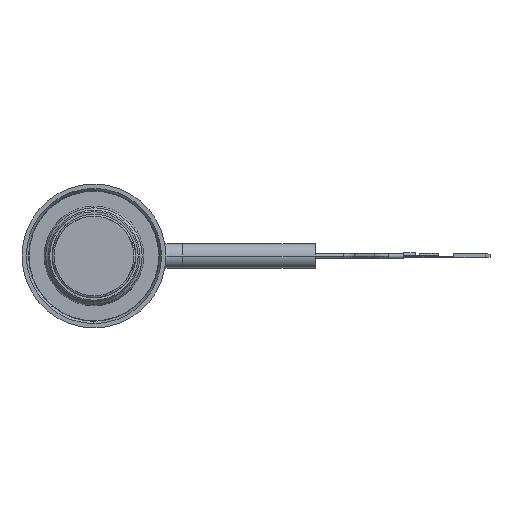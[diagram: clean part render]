
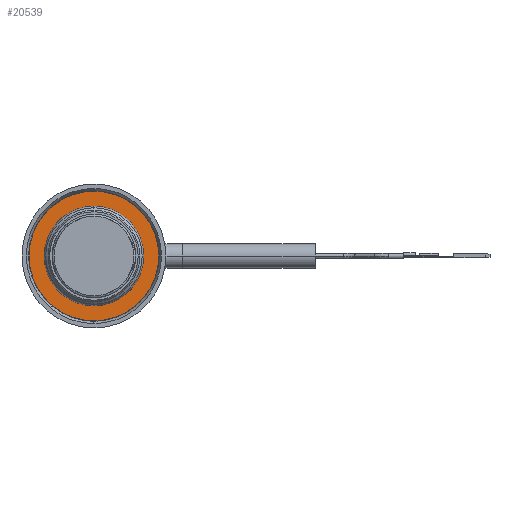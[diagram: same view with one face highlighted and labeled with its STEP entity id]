
A CAD part, front view. The second image highlights one B-rep face of the part: STEP entity #20539.
In plain terms, the highlighted planar face has unit normal (0, -1, 0).
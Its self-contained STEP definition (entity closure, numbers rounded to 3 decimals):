
#770 = VERTEX_POINT ( 'NONE', #7517 ) ;
#1194 = AXIS2_PLACEMENT_3D ( 'NONE', #16020, #19274, #2489 ) ;
#1344 = VERTEX_POINT ( 'NONE', #5384 ) ;
#1603 = CARTESIAN_POINT ( 'NONE',  ( 0., -1.4, 0. ) ) ;
#1938 = AXIS2_PLACEMENT_3D ( 'NONE', #16595, #6713, #13286 ) ;
#2364 = EDGE_CURVE ( 'NONE', #1344, #9795, #3596, .T. ) ;
#2489 = DIRECTION ( 'NONE',  ( 0., 0., 1. ) ) ;
#2737 = CIRCLE ( 'NONE', #18562, 15.25 ) ;
#2890 = DIRECTION ( 'NONE',  ( 0., 0., 1. ) ) ;
#3304 = FACE_OUTER_BOUND ( 'NONE', #5293, .T. ) ;
#3373 = DIRECTION ( 'NONE',  ( 0., 0., 1. ) ) ;
#3473 = ORIENTED_EDGE ( 'NONE', *, *, #4933, .T. ) ;
#3596 = CIRCLE ( 'NONE', #1194, 10. ) ;
#4178 = CARTESIAN_POINT ( 'NONE',  ( 0., -1.4, -15.25 ) ) ;
#4933 = EDGE_CURVE ( 'NONE', #9795, #1344, #11222, .T. ) ;
#4976 = CARTESIAN_POINT ( 'NONE',  ( 0., -1.4, 0. ) ) ;
#5293 = EDGE_LOOP ( 'NONE', ( #14477, #6761 ) ) ;
#5384 = CARTESIAN_POINT ( 'NONE',  ( 0., -1.4, -10. ) ) ;
#5901 = VERTEX_POINT ( 'NONE', #4178 ) ;
#6713 = DIRECTION ( 'NONE',  ( 0., 1., 0. ) ) ;
#6761 = ORIENTED_EDGE ( 'NONE', *, *, #18669, .F. ) ;
#7392 = CARTESIAN_POINT ( 'NONE',  ( 0., -1.4, 10. ) ) ;
#7517 = CARTESIAN_POINT ( 'NONE',  ( 0., -1.4, 15.25 ) ) ;
#7604 = EDGE_LOOP ( 'NONE', ( #3473, #9410 ) ) ;
#8164 = DIRECTION ( 'NONE',  ( 0., 1., 0. ) ) ;
#8933 = CIRCLE ( 'NONE', #11304, 15.25 ) ;
#9410 = ORIENTED_EDGE ( 'NONE', *, *, #2364, .T. ) ;
#9793 = DIRECTION ( 'NONE',  ( 0., 0., 1. ) ) ;
#9795 = VERTEX_POINT ( 'NONE', #7392 ) ;
#9904 = DIRECTION ( 'NONE',  ( 0., 1., 0. ) ) ;
#11095 = AXIS2_PLACEMENT_3D ( 'NONE', #17934, #9904, #9793 ) ;
#11222 = CIRCLE ( 'NONE', #1938, 10. ) ;
#11304 = AXIS2_PLACEMENT_3D ( 'NONE', #4976, #18114, #3373 ) ;
#13286 = DIRECTION ( 'NONE',  ( 0., 0., 1. ) ) ;
#13434 = EDGE_CURVE ( 'NONE', #770, #5901, #8933, .T. ) ;
#14477 = ORIENTED_EDGE ( 'NONE', *, *, #13434, .F. ) ;
#14717 = FACE_BOUND ( 'NONE', #7604, .T. ) ;
#16020 = CARTESIAN_POINT ( 'NONE',  ( 0., -1.4, 0. ) ) ;
#16595 = CARTESIAN_POINT ( 'NONE',  ( 0., -1.4, 0. ) ) ;
#17934 = CARTESIAN_POINT ( 'NONE',  ( 15.25, -1.4, 0. ) ) ;
#18114 = DIRECTION ( 'NONE',  ( 0., 1., 0. ) ) ;
#18161 = PLANE ( 'NONE',  #11095 ) ;
#18562 = AXIS2_PLACEMENT_3D ( 'NONE', #1603, #8164, #2890 ) ;
#18669 = EDGE_CURVE ( 'NONE', #5901, #770, #2737, .T. ) ;
#19274 = DIRECTION ( 'NONE',  ( 0., 1., 0. ) ) ;
#20539 = ADVANCED_FACE ( 'NONE', ( #3304, #14717 ), #18161, .F. ) ;
